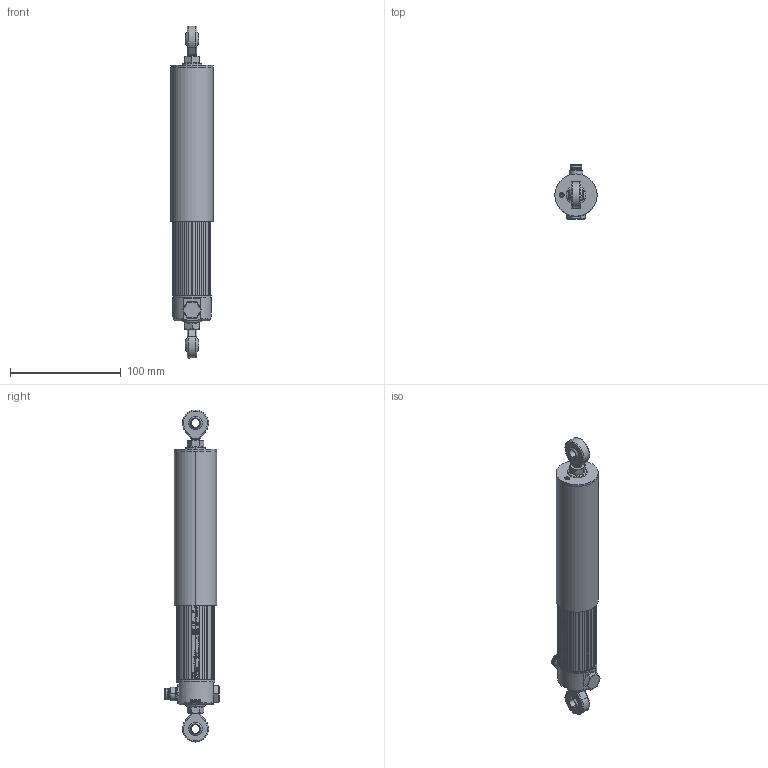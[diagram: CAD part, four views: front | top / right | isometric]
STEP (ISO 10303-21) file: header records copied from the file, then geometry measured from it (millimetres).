
FILE_DESCRIPTION (( 'STEP AP214' ), '1' );
FILE_NAME ('LWX-0100-004-101_retracted.STEP', '2014-07-08T07:10:23', ( 'dummy' ), ( 'Microsoft' ), 'SwSTEP 2.0', 'SolidWorks 2013', '' );
FILE_SCHEMA (( 'AUTOMOTIVE_DESIGN' ));
Length unit declared in the file: millimetre
Products named in the file (1): LWX-0100-004-101_retracted
Bounding box: 38.1 x 48.9 x 299.42 mm (x, y, z)
Surface area: 67124.9 mm2 (no closed solid volume)
Topology: 0 solids, 89 shells, 514 faces, 2879 edges, 2447 vertices
Faces by surface type: plane 210, cylinder 187, cone 57, torus 27, bspline 19, sphere 14
Entity records: 42392 total; most frequent: CARTESIAN_POINT 16080, ORIENTED_EDGE 3784, DIRECTION 3703, EDGE_CURVE 2879, VERTEX_POINT 2447, LINE 1397, VECTOR 1397, AXIS2_PLACEMENT_3D 1153
